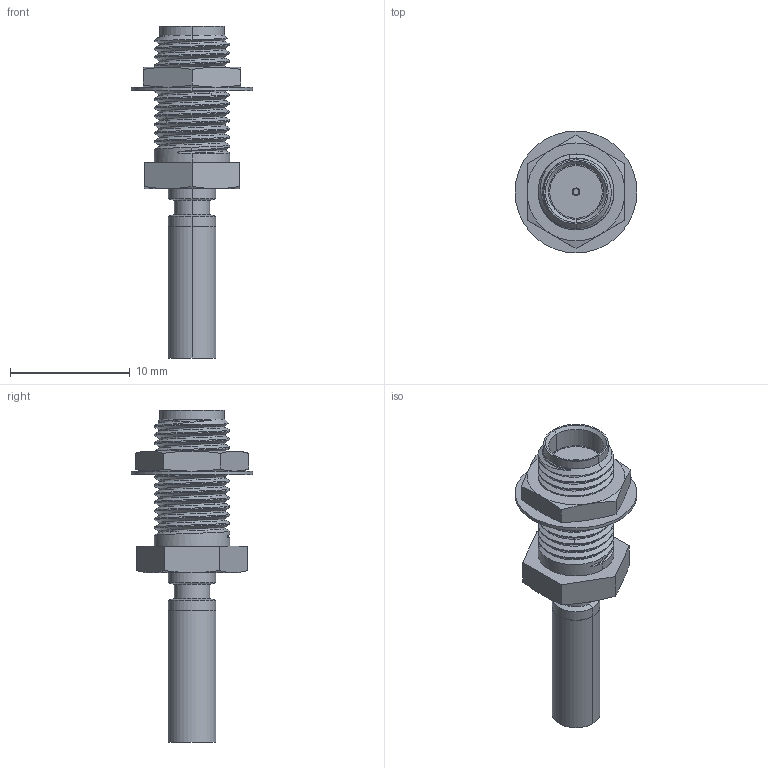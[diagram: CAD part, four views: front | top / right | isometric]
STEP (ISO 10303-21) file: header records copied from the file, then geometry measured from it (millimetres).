
FILE_DESCRIPTION((''),'2;1');
FILE_NAME('C-3-1478955-0','2016-06-21T',('workeradm'),('Tyco Electronics Ltd.'),'CREO PARAMETRIC BY PTC INC, 2016050','CREO PARAMETRIC BY PTC INC, 2016050','');
FILE_SCHEMA(('AUTOMOTIVE_DESIGN { 1 0 10303 214 1 1 1 1 }'));
Length unit declared in the file: millimetre
Products named in the file (1): C-3-1478955-0
Bounding box: 10.2 x 10.2 x 27.78 mm (x, y, z)
Volume: 629.9 mm3; surface area: 825.7 mm2
Topology: 1 solids, 1 shells, 129 faces, 311 edges, 194 vertices
Faces by surface type: cylinder 45, plane 36, cone 26, bspline 22
Entity records: 11329 total; most frequent: CARTESIAN_POINT 8525, ORIENTED_EDGE 622, DIRECTION 484, EDGE_CURVE 311, VERTEX_POINT 194, AXIS2_PLACEMENT_3D 188, EDGE_LOOP 139, FACE_OUTER_BOUND 129
